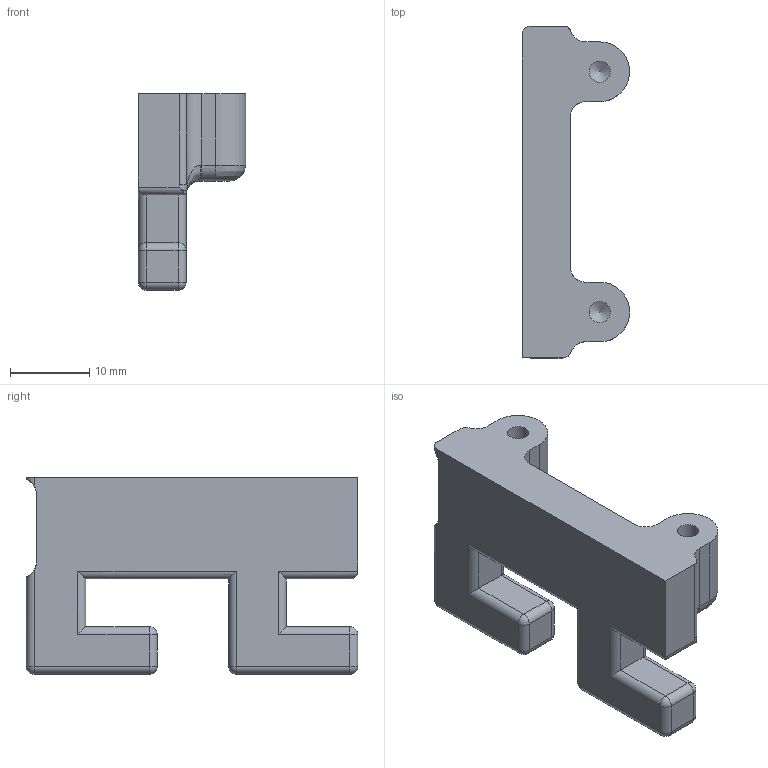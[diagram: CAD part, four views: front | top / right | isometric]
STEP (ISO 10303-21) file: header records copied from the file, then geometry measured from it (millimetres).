
FILE_DESCRIPTION(/* description */ (''),/* implementation_level */ '2;1');
FILE_NAME(/* name */ 'Panel_Frame_Mount-Right v1.step',/* time_stamp */ '2016-04-02T11:40:19-07:00',/* author */ (''),/* organization */ (''),/* preprocessor_version */ 'ST-DEVELOPER v16.2',/* originating_system */ 'Autodesk Translation Framework v4.3.0.3010',/* authorisation */ '');
FILE_SCHEMA (('AUTOMOTIVE_DESIGN { 1 0 10303 214 3 1 1 }'));
Length unit declared in the file: centimetre
Products named in the file (1): Panel_Duo_Frame_Mount_Right v1
Bounding box: 13.5 x 41.75 x 24.75 mm (x, y, z)
Volume: 5784.6 mm3; surface area: 3173.5 mm2
Topology: 1 solids, 1 shells, 108 faces, 250 edges, 143 vertices
Faces by surface type: cylinder 52, plane 25, sphere 12, bspline 9, torus 8, cone 2
Full cylindrical faces by diameter (mm): 2.667 x2
Entity records: 3356 total; most frequent: CARTESIAN_POINT 945, DIRECTION 519, ORIENTED_EDGE 482, EDGE_CURVE 241, AXIS2_PLACEMENT_3D 203, VERTEX_POINT 139, LINE 113, VECTOR 113
